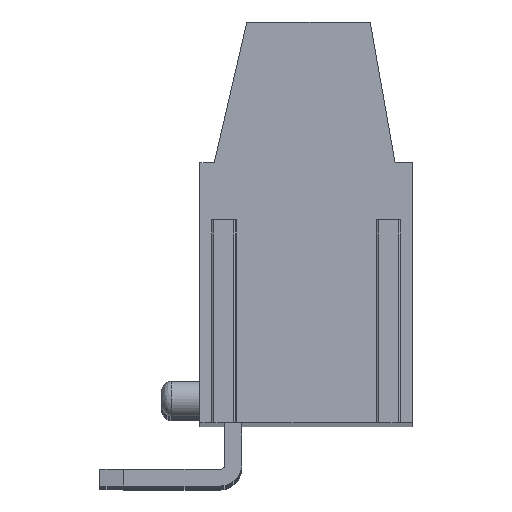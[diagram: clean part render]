
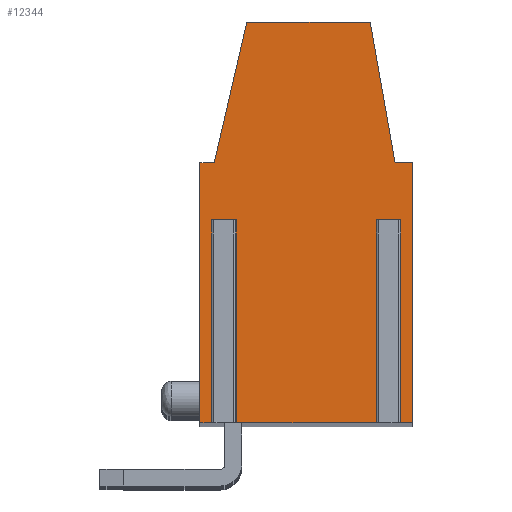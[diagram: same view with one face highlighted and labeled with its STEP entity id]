
A CAD part, top view. The second image highlights one B-rep face of the part: STEP entity #12344.
In plain terms, the highlighted planar face has unit normal (0, 0, 1).
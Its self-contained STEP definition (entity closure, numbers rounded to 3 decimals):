
#13=DIRECTION('',(-1.,0.,0.));
#14=VECTOR('',#13,0.814);
#15=CARTESIAN_POINT('',(6.453,1.45,97.5));
#16=LINE('',#15,#14);
#17=DIRECTION('',(0.,-1.,0.));
#18=VECTOR('',#17,8.5);
#19=CARTESIAN_POINT('',(5.639,1.45,97.5));
#20=LINE('',#19,#18);
#21=DIRECTION('',(-1.,0.,0.));
#22=VECTOR('',#21,6.078);
#23=CARTESIAN_POINT('',(5.639,-7.05,97.5));
#24=LINE('',#23,#22);
#25=DIRECTION('',(0.,-1.,0.));
#26=VECTOR('',#25,8.5);
#27=CARTESIAN_POINT('',(-0.439,1.45,97.5));
#28=LINE('',#27,#26);
#29=DIRECTION('',(-1.,0.,0.));
#30=VECTOR('',#29,0.814);
#31=CARTESIAN_POINT('',(-0.439,1.45,97.5));
#32=LINE('',#31,#30);
#33=DIRECTION('',(0.,-1.,0.));
#34=VECTOR('',#33,8.5);
#35=CARTESIAN_POINT('',(-1.253,1.45,97.5));
#36=LINE('',#35,#34);
#37=DIRECTION('',(-1.,0.,0.));
#38=VECTOR('',#37,0.597);
#39=CARTESIAN_POINT('',(-1.253,-7.05,97.5));
#40=LINE('',#39,#38);
#41=DIRECTION('',(0.,1.,0.));
#42=VECTOR('',#41,10.9);
#43=CARTESIAN_POINT('',(-1.85,-7.05,97.5));
#44=LINE('',#43,#42);
#45=DIRECTION('',(1.,0.,0.));
#46=VECTOR('',#45,0.6);
#47=CARTESIAN_POINT('',(-1.85,3.85,97.5));
#48=LINE('',#47,#46);
#49=DIRECTION('',(0.225,0.974,0.));
#50=VECTOR('',#49,6.055);
#51=CARTESIAN_POINT('',(-1.25,3.85,97.5));
#52=LINE('',#51,#50);
#53=DIRECTION('',(1.,0.,0.));
#54=VECTOR('',#53,5.178);
#55=CARTESIAN_POINT('',(0.112,9.75,97.5));
#56=LINE('',#55,#54);
#57=DIRECTION('',(0.174,-0.985,0.));
#58=VECTOR('',#57,5.991);
#59=CARTESIAN_POINT('',(5.29,9.75,97.5));
#60=LINE('',#59,#58);
#61=DIRECTION('',(1.,0.,0.));
#62=VECTOR('',#61,0.72);
#63=CARTESIAN_POINT('',(6.33,3.85,97.5));
#64=LINE('',#63,#62);
#65=DIRECTION('',(0.,-1.,0.));
#66=VECTOR('',#65,10.9);
#67=CARTESIAN_POINT('',(7.05,3.85,97.5));
#68=LINE('',#67,#66);
#69=DIRECTION('',(-1.,0.,0.));
#70=VECTOR('',#69,0.597);
#71=CARTESIAN_POINT('',(7.05,-7.05,97.5));
#72=LINE('',#71,#70);
#73=DIRECTION('',(0.,-1.,0.));
#74=VECTOR('',#73,8.5);
#75=CARTESIAN_POINT('',(6.453,1.45,97.5));
#76=LINE('',#75,#74);
#9669=CARTESIAN_POINT('',(7.05,3.85,97.5));
#9670=CARTESIAN_POINT('',(7.05,-7.05,97.5));
#9671=VERTEX_POINT('',#9669);
#9672=VERTEX_POINT('',#9670);
#9673=CARTESIAN_POINT('',(6.33,3.85,97.5));
#9674=VERTEX_POINT('',#9673);
#9675=CARTESIAN_POINT('',(5.29,9.75,97.5));
#9676=VERTEX_POINT('',#9675);
#9677=CARTESIAN_POINT('',(0.112,9.75,97.5));
#9678=VERTEX_POINT('',#9677);
#9679=CARTESIAN_POINT('',(-1.25,3.85,97.5));
#9680=VERTEX_POINT('',#9679);
#9681=CARTESIAN_POINT('',(-1.85,3.85,97.5));
#9682=VERTEX_POINT('',#9681);
#9683=CARTESIAN_POINT('',(-1.85,-7.05,97.5));
#9684=VERTEX_POINT('',#9683);
#9813=CARTESIAN_POINT('',(6.453,1.45,97.5));
#9814=CARTESIAN_POINT('',(5.639,1.45,97.5));
#9815=VERTEX_POINT('',#9813);
#9816=VERTEX_POINT('',#9814);
#9817=CARTESIAN_POINT('',(-0.439,1.45,97.5));
#9818=CARTESIAN_POINT('',(-1.253,1.45,97.5));
#9819=VERTEX_POINT('',#9817);
#9820=VERTEX_POINT('',#9818);
#9821=CARTESIAN_POINT('',(-1.253,-7.05,97.5));
#9822=VERTEX_POINT('',#9821);
#9823=CARTESIAN_POINT('',(-0.439,-7.05,97.5));
#9824=VERTEX_POINT('',#9823);
#9825=CARTESIAN_POINT('',(5.639,-7.05,97.5));
#9826=VERTEX_POINT('',#9825);
#9827=CARTESIAN_POINT('',(6.453,-7.05,97.5));
#9828=VERTEX_POINT('',#9827);
#12305=CARTESIAN_POINT('',(0.,0.,97.5));
#12306=DIRECTION('',(0.,0.,1.));
#12307=DIRECTION('',(1.,0.,0.));
#12308=AXIS2_PLACEMENT_3D('',#12305,#12306,#12307);
#12309=PLANE('',#12308);
#12311=ORIENTED_EDGE('',*,*,#12310,.T.);
#12313=ORIENTED_EDGE('',*,*,#12312,.T.);
#12315=ORIENTED_EDGE('',*,*,#12314,.T.);
#12317=ORIENTED_EDGE('',*,*,#12316,.F.);
#12319=ORIENTED_EDGE('',*,*,#12318,.T.);
#12321=ORIENTED_EDGE('',*,*,#12320,.T.);
#12323=ORIENTED_EDGE('',*,*,#12322,.T.);
#12325=ORIENTED_EDGE('',*,*,#12324,.T.);
#12327=ORIENTED_EDGE('',*,*,#12326,.T.);
#12329=ORIENTED_EDGE('',*,*,#12328,.T.);
#12331=ORIENTED_EDGE('',*,*,#12330,.T.);
#12333=ORIENTED_EDGE('',*,*,#12332,.T.);
#12335=ORIENTED_EDGE('',*,*,#12334,.T.);
#12337=ORIENTED_EDGE('',*,*,#12336,.T.);
#12339=ORIENTED_EDGE('',*,*,#12338,.T.);
#12341=ORIENTED_EDGE('',*,*,#12340,.F.);
#12342=EDGE_LOOP('',(#12311,#12313,#12315,#12317,#12319,#12321,#12323,#12325,
#12327,#12329,#12331,#12333,#12335,#12337,#12339,#12341));
#12343=FACE_OUTER_BOUND('',#12342,.F.);
#12310=EDGE_CURVE('',#9815,#9816,#16,.T.);
#12312=EDGE_CURVE('',#9816,#9826,#20,.T.);
#12314=EDGE_CURVE('',#9826,#9824,#24,.T.);
#12316=EDGE_CURVE('',#9819,#9824,#28,.T.);
#12318=EDGE_CURVE('',#9819,#9820,#32,.T.);
#12320=EDGE_CURVE('',#9820,#9822,#36,.T.);
#12322=EDGE_CURVE('',#9822,#9684,#40,.T.);
#12324=EDGE_CURVE('',#9684,#9682,#44,.T.);
#12326=EDGE_CURVE('',#9682,#9680,#48,.T.);
#12328=EDGE_CURVE('',#9680,#9678,#52,.T.);
#12330=EDGE_CURVE('',#9678,#9676,#56,.T.);
#12332=EDGE_CURVE('',#9676,#9674,#60,.T.);
#12334=EDGE_CURVE('',#9674,#9671,#64,.T.);
#12336=EDGE_CURVE('',#9671,#9672,#68,.T.);
#12338=EDGE_CURVE('',#9672,#9828,#72,.T.);
#12340=EDGE_CURVE('',#9815,#9828,#76,.T.);
#12344=ADVANCED_FACE('',(#12343),#12309,.T.);
